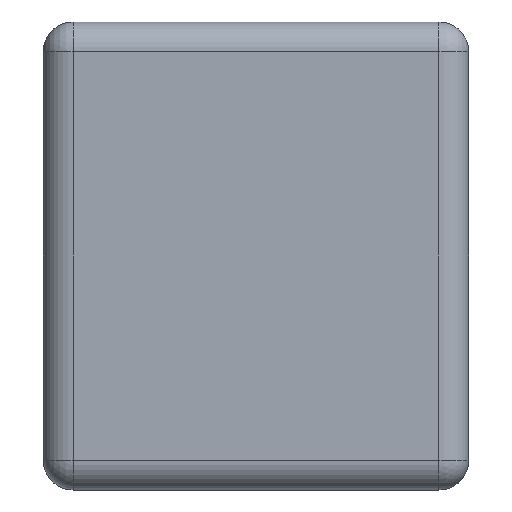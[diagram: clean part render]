
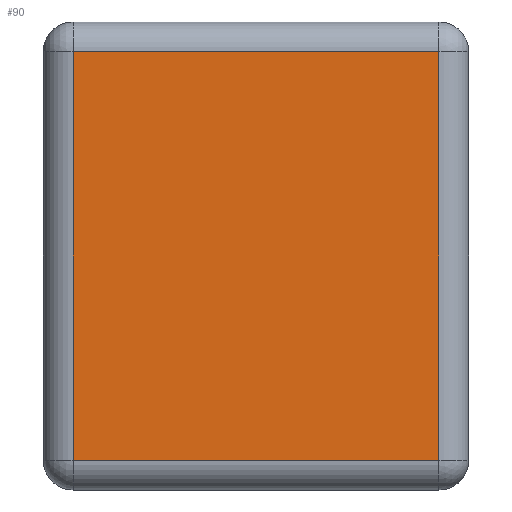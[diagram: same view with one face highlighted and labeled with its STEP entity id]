
A CAD part, left-side view. The second image highlights one B-rep face of the part: STEP entity #90.
In plain terms, the highlighted planar face has unit normal (-1, 0, 0).
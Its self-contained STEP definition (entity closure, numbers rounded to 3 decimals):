
#16 = EDGE_CURVE ( 'NONE', #204, #43, #881, .T. ) ;
#43 = VERTEX_POINT ( 'NONE', #1061 ) ;
#90 = ADVANCED_FACE ( 'NONE', ( #605 ), #730, .F. ) ;
#153 = DIRECTION ( 'NONE',  ( 0., 0., 1. ) ) ;
#188 = LINE ( 'NONE', #616, #1342 ) ;
#204 = VERTEX_POINT ( 'NONE', #565 ) ;
#206 = EDGE_CURVE ( 'NONE', #305, #204, #1338, .T. ) ;
#211 = AXIS2_PLACEMENT_3D ( 'NONE', #294, #1021, #416 ) ;
#294 = CARTESIAN_POINT ( 'NONE',  ( -0.5, -0.25, 0.55 ) ) ;
#305 = VERTEX_POINT ( 'NONE', #1134 ) ;
#350 = ORIENTED_EDGE ( 'NONE', *, *, #1045, .T. ) ;
#384 = DIRECTION ( 'NONE',  ( 0., 0., -1. ) ) ;
#416 = DIRECTION ( 'NONE',  ( 0., 0., -1. ) ) ;
#421 = EDGE_LOOP ( 'NONE', ( #751, #876, #838, #350 ) ) ;
#508 = DIRECTION ( 'NONE',  ( 0., -1., 0. ) ) ;
#518 = VERTEX_POINT ( 'NONE', #1024 ) ;
#565 = CARTESIAN_POINT ( 'NONE',  ( -0.5, 0.215, 0.035 ) ) ;
#586 = CARTESIAN_POINT ( 'NONE',  ( -0.5, -0.215, 0.55 ) ) ;
#605 = FACE_OUTER_BOUND ( 'NONE', #421, .T. ) ;
#616 = CARTESIAN_POINT ( 'NONE',  ( -0.5, -0.25, 0.515 ) ) ;
#617 = VECTOR ( 'NONE', #384, 1000. ) ;
#730 = PLANE ( 'NONE',  #211 ) ;
#751 = ORIENTED_EDGE ( 'NONE', *, *, #206, .T. ) ;
#768 = EDGE_CURVE ( 'NONE', #43, #518, #947, .T. ) ;
#800 = VECTOR ( 'NONE', #153, 1000. ) ;
#831 = CARTESIAN_POINT ( 'NONE',  ( -0.5, -0.25, 0.035 ) ) ;
#838 = ORIENTED_EDGE ( 'NONE', *, *, #768, .T. ) ;
#876 = ORIENTED_EDGE ( 'NONE', *, *, #16, .T. ) ;
#881 = LINE ( 'NONE', #831, #1383 ) ;
#947 = LINE ( 'NONE', #586, #800 ) ;
#993 = CARTESIAN_POINT ( 'NONE',  ( -0.5, 0.215, 0.55 ) ) ;
#1021 = DIRECTION ( 'NONE',  ( 1., 0., 0. ) ) ;
#1024 = CARTESIAN_POINT ( 'NONE',  ( -0.5, -0.215, 0.515 ) ) ;
#1045 = EDGE_CURVE ( 'NONE', #518, #305, #188, .T. ) ;
#1061 = CARTESIAN_POINT ( 'NONE',  ( -0.5, -0.215, 0.035 ) ) ;
#1064 = DIRECTION ( 'NONE',  ( 0., 1., 0. ) ) ;
#1134 = CARTESIAN_POINT ( 'NONE',  ( -0.5, 0.215, 0.515 ) ) ;
#1338 = LINE ( 'NONE', #993, #617 ) ;
#1342 = VECTOR ( 'NONE', #1064, 1000. ) ;
#1383 = VECTOR ( 'NONE', #508, 1000. ) ;
